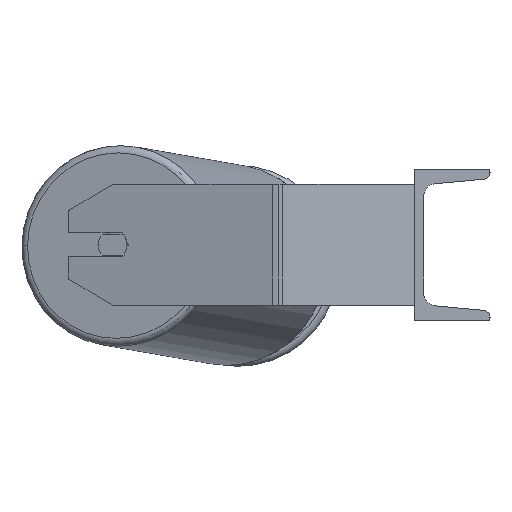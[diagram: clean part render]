
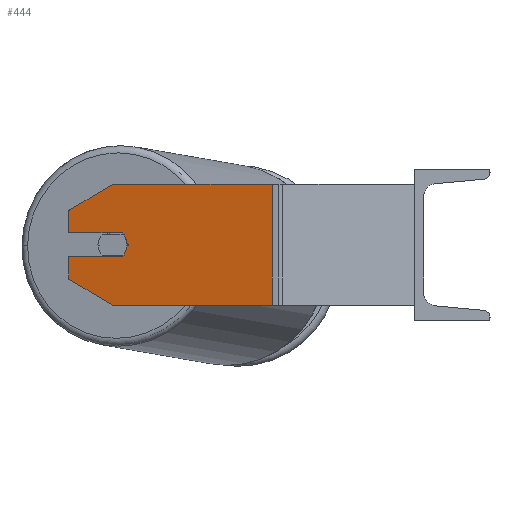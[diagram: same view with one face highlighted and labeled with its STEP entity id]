
A CAD part, left-side view. The second image highlights one B-rep face of the part: STEP entity #444.
In plain terms, the highlighted planar face has unit normal (-0.966, 0.259, 0).
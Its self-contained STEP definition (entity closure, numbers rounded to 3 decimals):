
#129 = DIRECTION ( 'NONE',  ( 0.259, 0.966, 0. ) ) ;
#167 = CARTESIAN_POINT ( 'NONE',  ( -500.084, 94.179, 40. ) ) ;
#193 = ORIENTED_EDGE ( 'NONE', *, *, #3222, .T. ) ;
#351 = VECTOR ( 'NONE', #3996, 1000. ) ;
#352 = CARTESIAN_POINT ( 'NONE',  ( -500.084, 94.179, 40. ) ) ;
#367 = CARTESIAN_POINT ( 'NONE',  ( -473.248, 194.332, -8. ) ) ;
#415 = VERTEX_POINT ( 'NONE', #4139 ) ;
#444 = ADVANCED_FACE ( 'NONE', ( #3255 ), #9042, .F. ) ;
#504 = VERTEX_POINT ( 'NONE', #8449 ) ;
#551 = VERTEX_POINT ( 'NONE', #2346 ) ;
#867 = VERTEX_POINT ( 'NONE', #7578 ) ;
#963 = EDGE_CURVE ( 'NONE', #8241, #415, #8512, .T. ) ;
#984 = VERTEX_POINT ( 'NONE', #7851 ) ;
#1129 = LINE ( 'NONE', #3952, #351 ) ;
#1203 = AXIS2_PLACEMENT_3D ( 'NONE', #7646, #1306, #4003 ) ;
#1306 = DIRECTION ( 'NONE',  ( 0.966, -0.259, 0. ) ) ;
#1343 = VECTOR ( 'NONE', #3265, 1000. ) ;
#1394 = DIRECTION ( 'NONE',  ( -0.259, -0.966, 0. ) ) ;
#1753 = VECTOR ( 'NONE', #7490, 1000. ) ;
#1772 = VECTOR ( 'NONE', #129, 1000. ) ;
#1797 = LINE ( 'NONE', #6755, #1753 ) ;
#1826 = LINE ( 'NONE', #3919, #6261 ) ;
#1835 = LINE ( 'NONE', #8742, #8860 ) ;
#1946 = LINE ( 'NONE', #8935, #8331 ) ;
#2316 = ORIENTED_EDGE ( 'NONE', *, *, #8811, .F. ) ;
#2346 = CARTESIAN_POINT ( 'NONE',  ( -474.283, 190.468, 0. ) ) ;
#2359 = VERTEX_POINT ( 'NONE', #3824 ) ;
#2370 = VERTEX_POINT ( 'NONE', #367 ) ;
#2428 = DIRECTION ( 'NONE',  ( -0.224, -0.837, -0.5 ) ) ;
#2548 = ORIENTED_EDGE ( 'NONE', *, *, #4925, .F. ) ;
#2683 = DIRECTION ( 'NONE',  ( 0., 0., -1. ) ) ;
#2967 = CARTESIAN_POINT ( 'NONE',  ( -471.695, 200.127, 0. ) ) ;
#3140 = CARTESIAN_POINT ( 'NONE',  ( -463.931, 229.105, -40. ) ) ;
#3144 = CIRCLE ( 'NONE', #5516, 10. ) ;
#3221 = EDGE_CURVE ( 'NONE', #504, #867, #1826, .T. ) ;
#3222 = EDGE_CURVE ( 'NONE', #984, #415, #1129, .T. ) ;
#3255 = FACE_OUTER_BOUND ( 'NONE', #7663, .T. ) ;
#3265 = DIRECTION ( 'NONE',  ( -0.259, -0.966, 0. ) ) ;
#3437 = CARTESIAN_POINT ( 'NONE',  ( -471.695, 200.127, 0. ) ) ;
#3546 = CARTESIAN_POINT ( 'NONE',  ( -463.931, 229.105, 8. ) ) ;
#3648 = ORIENTED_EDGE ( 'NONE', *, *, #4318, .T. ) ;
#3651 = VERTEX_POINT ( 'NONE', #7181 ) ;
#3681 = ORIENTED_EDGE ( 'NONE', *, *, #963, .F. ) ;
#3752 = EDGE_CURVE ( 'NONE', #7138, #984, #1797, .T. ) ;
#3824 = CARTESIAN_POINT ( 'NONE',  ( -463.931, 229.105, -8. ) ) ;
#3919 = CARTESIAN_POINT ( 'NONE',  ( -471.695, 200.127, -40. ) ) ;
#3952 = CARTESIAN_POINT ( 'NONE',  ( -463.931, 229.105, 40. ) ) ;
#3996 = DIRECTION ( 'NONE',  ( 0., 0., -1. ) ) ;
#4003 = DIRECTION ( 'NONE',  ( 0.259, 0.966, 0. ) ) ;
#4139 = CARTESIAN_POINT ( 'NONE',  ( -463.931, 229.105, 8. ) ) ;
#4262 = DIRECTION ( 'NONE',  ( -0.259, -0.966, 0. ) ) ;
#4318 = EDGE_CURVE ( 'NONE', #2359, #504, #1946, .T. ) ;
#4522 = ORIENTED_EDGE ( 'NONE', *, *, #3752, .T. ) ;
#4604 = LINE ( 'NONE', #352, #5493 ) ;
#4925 = EDGE_CURVE ( 'NONE', #551, #8241, #3144, .T. ) ;
#5087 = ORIENTED_EDGE ( 'NONE', *, *, #8546, .F. ) ;
#5135 = CARTESIAN_POINT ( 'NONE',  ( -471.695, 200.127, 40. ) ) ;
#5258 = EDGE_CURVE ( 'NONE', #7138, #6468, #6992, .T. ) ;
#5493 = VECTOR ( 'NONE', #7466, 1000. ) ;
#5516 = AXIS2_PLACEMENT_3D ( 'NONE', #2967, #8489, #1394 ) ;
#5532 = DIRECTION ( 'NONE',  ( -0.966, 0.259, 0. ) ) ;
#5789 = AXIS2_PLACEMENT_3D ( 'NONE', #3437, #5532, #8350 ) ;
#6261 = VECTOR ( 'NONE', #2428, 1000. ) ;
#6468 = VERTEX_POINT ( 'NONE', #167 ) ;
#6478 = CARTESIAN_POINT ( 'NONE',  ( -463.931, 229.105, 40. ) ) ;
#6687 = ORIENTED_EDGE ( 'NONE', *, *, #7252, .F. ) ;
#6755 = CARTESIAN_POINT ( 'NONE',  ( -463.931, 229.105, 22.679 ) ) ;
#6992 = LINE ( 'NONE', #6478, #7725 ) ;
#7138 = VERTEX_POINT ( 'NONE', #5135 ) ;
#7181 = CARTESIAN_POINT ( 'NONE',  ( -500.084, 94.179, -40. ) ) ;
#7182 = ORIENTED_EDGE ( 'NONE', *, *, #3221, .T. ) ;
#7223 = ORIENTED_EDGE ( 'NONE', *, *, #5258, .F. ) ;
#7252 = EDGE_CURVE ( 'NONE', #2359, #2370, #1835, .T. ) ;
#7308 = EDGE_CURVE ( 'NONE', #867, #3651, #7482, .T. ) ;
#7466 = DIRECTION ( 'NONE',  ( 0., 0., -1. ) ) ;
#7482 = LINE ( 'NONE', #3140, #1343 ) ;
#7490 = DIRECTION ( 'NONE',  ( 0.224, 0.837, -0.5 ) ) ;
#7578 = CARTESIAN_POINT ( 'NONE',  ( -471.695, 200.127, -40. ) ) ;
#7646 = CARTESIAN_POINT ( 'NONE',  ( -463.931, 229.105, 40. ) ) ;
#7663 = EDGE_LOOP ( 'NONE', ( #3648, #7182, #7712, #5087, #7223, #4522, #193, #3681, #2548, #2316, #6687 ) ) ;
#7712 = ORIENTED_EDGE ( 'NONE', *, *, #7308, .T. ) ;
#7725 = VECTOR ( 'NONE', #4262, 1000. ) ;
#7851 = CARTESIAN_POINT ( 'NONE',  ( -463.931, 229.105, 22.679 ) ) ;
#8241 = VERTEX_POINT ( 'NONE', #8315 ) ;
#8315 = CARTESIAN_POINT ( 'NONE',  ( -473.248, 194.332, 8. ) ) ;
#8331 = VECTOR ( 'NONE', #2683, 1000. ) ;
#8350 = DIRECTION ( 'NONE',  ( -0.259, -0.966, 0. ) ) ;
#8449 = CARTESIAN_POINT ( 'NONE',  ( -463.931, 229.105, -22.679 ) ) ;
#8489 = DIRECTION ( 'NONE',  ( -0.966, 0.259, 0. ) ) ;
#8512 = LINE ( 'NONE', #3546, #1772 ) ;
#8546 = EDGE_CURVE ( 'NONE', #6468, #3651, #4604, .T. ) ;
#8596 = CIRCLE ( 'NONE', #5789, 10. ) ;
#8742 = CARTESIAN_POINT ( 'NONE',  ( -473.248, 194.332, -8. ) ) ;
#8791 = DIRECTION ( 'NONE',  ( -0.259, -0.966, 0. ) ) ;
#8811 = EDGE_CURVE ( 'NONE', #2370, #551, #8596, .T. ) ;
#8860 = VECTOR ( 'NONE', #8791, 1000. ) ;
#8935 = CARTESIAN_POINT ( 'NONE',  ( -463.931, 229.105, 40. ) ) ;
#9042 = PLANE ( 'NONE',  #1203 ) ;
